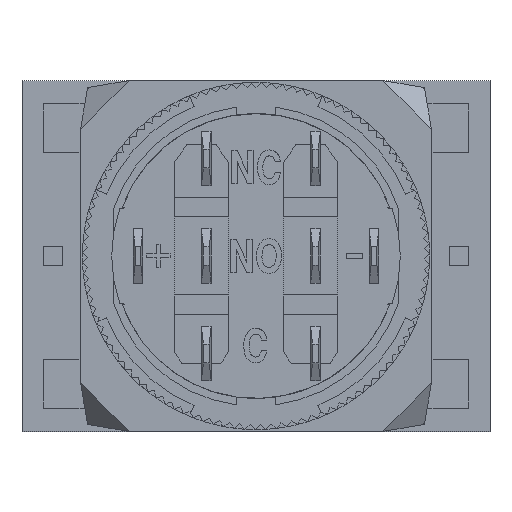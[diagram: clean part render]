
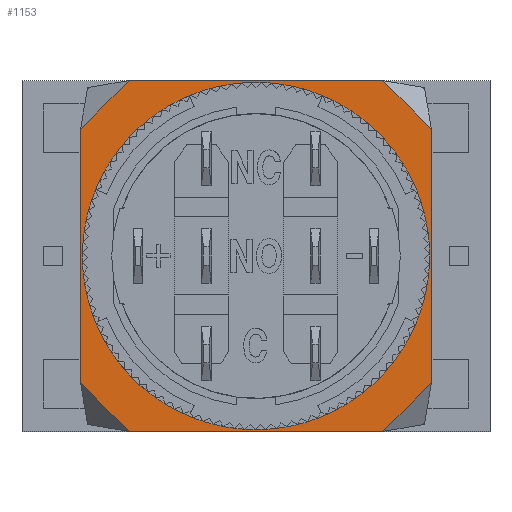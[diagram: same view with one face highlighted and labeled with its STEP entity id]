
A CAD part, front view. The second image highlights one B-rep face of the part: STEP entity #1153.
In plain terms, the highlighted planar face has unit normal (0, -1, 0).
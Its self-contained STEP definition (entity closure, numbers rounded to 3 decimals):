
#1153 = ADVANCED_FACE( '', ( #3108, #3109 ), #3110, .T. );
#3108 = FACE_BOUND( '', #6054, .T. );
#3109 = FACE_OUTER_BOUND( '', #6055, .T. );
#3110 = PLANE( '', #6056 );
#6054 = EDGE_LOOP( '', ( #10445 ) );
#6055 = EDGE_LOOP( '', ( #10446, #10447, #10448, #10449, #10450, #10451, #10452, #10453 ) );
#6056 = AXIS2_PLACEMENT_3D( '', #10454, #10455, #10456 );
#10445 = ORIENTED_EDGE( '', *, *, #18583, .T. );
#10446 = ORIENTED_EDGE( '', *, *, #18911, .F. );
#10447 = ORIENTED_EDGE( '', *, *, #18912, .F. );
#10448 = ORIENTED_EDGE( '', *, *, #18443, .F. );
#10449 = ORIENTED_EDGE( '', *, *, #18913, .F. );
#10450 = ORIENTED_EDGE( '', *, *, #18914, .F. );
#10451 = ORIENTED_EDGE( '', *, *, #18915, .F. );
#10452 = ORIENTED_EDGE( '', *, *, #18916, .F. );
#10453 = ORIENTED_EDGE( '', *, *, #18917, .F. );
#10454 = CARTESIAN_POINT( '', ( 0., 20.3, 0. ) );
#10455 = DIRECTION( '', ( 0., -1., 0. ) );
#10456 = DIRECTION( '', ( -1., 0., 0. ) );
#18443 = EDGE_CURVE( '', #21914, #21961, #21962, .T. );
#18583 = EDGE_CURVE( '', #22211, #22211, #22212, .T. );
#18911 = EDGE_CURVE( '', #22783, #22784, #22785, .T. );
#18912 = EDGE_CURVE( '', #21961, #22783, #22786, .T. );
#18913 = EDGE_CURVE( '', #22787, #21914, #22788, .T. );
#18914 = EDGE_CURVE( '', #22789, #22787, #22790, .T. );
#18915 = EDGE_CURVE( '', #22791, #22789, #22792, .T. );
#18916 = EDGE_CURVE( '', #22793, #22791, #22794, .T. );
#18917 = EDGE_CURVE( '', #22784, #22793, #22795, .T. );
#21914 = VERTEX_POINT( '', #27098 );
#21961 = VERTEX_POINT( '', #27166 );
#21962 = LINE( '', #27167, #27168 );
#22211 = VERTEX_POINT( '', #27545 );
#22212 = CIRCLE( '', #27546, 8.9 );
#22783 = VERTEX_POINT( '', #28427 );
#22784 = VERTEX_POINT( '', #28428 );
#22785 = LINE( '', #28429, #28430 );
#22786 = LINE( '', #28431, #28432 );
#22787 = VERTEX_POINT( '', #28433 );
#22788 = LINE( '', #28434, #28435 );
#22789 = VERTEX_POINT( '', #28436 );
#22790 = LINE( '', #28437, #28438 );
#22791 = VERTEX_POINT( '', #28439 );
#22792 = LINE( '', #28440, #28441 );
#22793 = VERTEX_POINT( '', #28442 );
#22794 = LINE( '', #28443, #28444 );
#22795 = LINE( '', #28445, #28446 );
#27098 = CARTESIAN_POINT( '', ( 6.5, 20.3, 9. ) );
#27166 = CARTESIAN_POINT( '', ( 9., 20.3, 6.5 ) );
#27167 = CARTESIAN_POINT( '', ( 6.5, 20.3, 9. ) );
#27168 = VECTOR( '', #34901, 1000. );
#27545 = CARTESIAN_POINT( '', ( -8.9, 20.3, 0. ) );
#27546 = AXIS2_PLACEMENT_3D( '', #35029, #35030, #35031 );
#28427 = CARTESIAN_POINT( '', ( 9., 20.3, -6.5 ) );
#28428 = CARTESIAN_POINT( '', ( 6.5, 20.3, -9. ) );
#28429 = CARTESIAN_POINT( '', ( 9., 20.3, -6.5 ) );
#28430 = VECTOR( '', #35323, 1000. );
#28431 = CARTESIAN_POINT( '', ( 9., 20.3, 6.5 ) );
#28432 = VECTOR( '', #35324, 1000. );
#28433 = CARTESIAN_POINT( '', ( -6.5, 20.3, 9. ) );
#28434 = CARTESIAN_POINT( '', ( -6.5, 20.3, 9. ) );
#28435 = VECTOR( '', #35325, 1000. );
#28436 = CARTESIAN_POINT( '', ( -9., 20.3, 6.5 ) );
#28437 = CARTESIAN_POINT( '', ( -9., 20.3, 6.5 ) );
#28438 = VECTOR( '', #35326, 1000. );
#28439 = CARTESIAN_POINT( '', ( -9., 20.3, -6.5 ) );
#28440 = CARTESIAN_POINT( '', ( -9., 20.3, -6.5 ) );
#28441 = VECTOR( '', #35327, 1000. );
#28442 = CARTESIAN_POINT( '', ( -6.5, 20.3, -9. ) );
#28443 = CARTESIAN_POINT( '', ( -6.5, 20.3, -9. ) );
#28444 = VECTOR( '', #35328, 1000. );
#28445 = CARTESIAN_POINT( '', ( 6.5, 20.3, -9. ) );
#28446 = VECTOR( '', #35329, 1000. );
#34901 = DIRECTION( '', ( 0.707, 0., -0.707 ) );
#35029 = CARTESIAN_POINT( '', ( 0., 20.3, 0. ) );
#35030 = DIRECTION( '', ( 0., 1., 0. ) );
#35031 = DIRECTION( '', ( -1., 0., 0. ) );
#35323 = DIRECTION( '', ( -0.707, 0., -0.707 ) );
#35324 = DIRECTION( '', ( 0., 0., -1. ) );
#35325 = DIRECTION( '', ( 1., 0., 0. ) );
#35326 = DIRECTION( '', ( 0.707, 0., 0.707 ) );
#35327 = DIRECTION( '', ( 0., 0., 1. ) );
#35328 = DIRECTION( '', ( -0.707, 0., 0.707 ) );
#35329 = DIRECTION( '', ( -1., 0., 0. ) );
